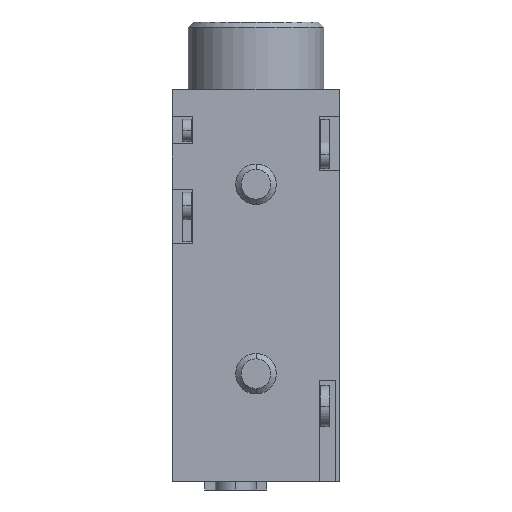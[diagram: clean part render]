
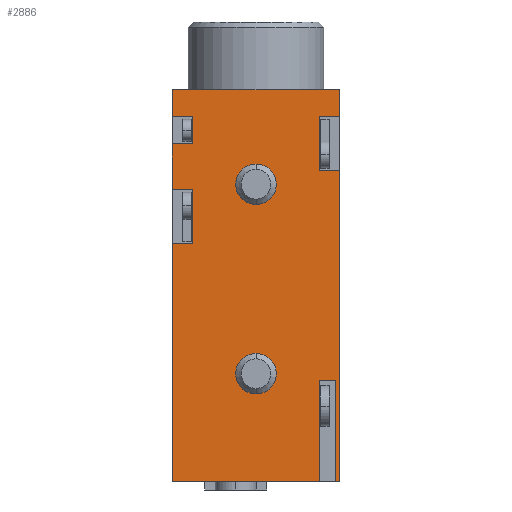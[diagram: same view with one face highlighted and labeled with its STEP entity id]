
A CAD part, front view. The second image highlights one B-rep face of the part: STEP entity #2886.
In plain terms, the highlighted planar face has unit normal (0, -1, 0).
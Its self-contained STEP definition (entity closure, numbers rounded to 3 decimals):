
#109=PLANE('',#3052);
#146=LINE('',#3733,#375);
#172=LINE('',#3794,#401);
#176=LINE('',#3802,#405);
#179=LINE('',#3807,#408);
#296=LINE('',#4195,#525);
#299=LINE('',#4201,#528);
#300=LINE('',#4203,#529);
#305=LINE('',#4214,#534);
#308=LINE('',#4220,#537);
#310=LINE('',#4224,#539);
#312=LINE('',#4228,#541);
#315=LINE('',#4234,#544);
#317=LINE('',#4238,#546);
#323=LINE('',#4251,#552);
#326=LINE('',#4257,#555);
#328=LINE('',#4261,#557);
#331=LINE('',#4267,#560);
#332=LINE('',#4268,#561);
#333=LINE('',#4269,#562);
#335=LINE('',#4273,#564);
#336=LINE('',#4274,#565);
#337=LINE('',#4276,#566);
#338=LINE('',#4277,#567);
#375=VECTOR('',#3156,1000.);
#401=VECTOR('',#3212,1000.);
#405=VECTOR('',#3216,1000.);
#408=VECTOR('',#3219,1000.);
#525=VECTOR('',#3520,1000.);
#528=VECTOR('',#3525,1000.);
#529=VECTOR('',#3528,1000.);
#534=VECTOR('',#3537,1000.);
#537=VECTOR('',#3542,1000.);
#539=VECTOR('',#3546,1000.);
#541=VECTOR('',#3550,1000.);
#544=VECTOR('',#3555,1000.);
#546=VECTOR('',#3559,1000.);
#552=VECTOR('',#3569,1000.);
#555=VECTOR('',#3574,1000.);
#557=VECTOR('',#3578,1000.);
#560=VECTOR('',#3583,1000.);
#561=VECTOR('',#3584,1000.);
#562=VECTOR('',#3585,1000.);
#564=VECTOR('',#3589,1000.);
#565=VECTOR('',#3590,1000.);
#566=VECTOR('',#3593,1000.);
#567=VECTOR('',#3594,1000.);
#1068=ORIENTED_EDGE('',*,*,#1406,.F.);
#1069=ORIENTED_EDGE('',*,*,#1410,.F.);
#1070=ORIENTED_EDGE('',*,*,#1240,.F.);
#1071=ORIENTED_EDGE('',*,*,#1446,.F.);
#1072=ORIENTED_EDGE('',*,*,#1420,.F.);
#1073=ORIENTED_EDGE('',*,*,#1418,.F.);
#1074=ORIENTED_EDGE('',*,*,#1415,.F.);
#1075=ORIENTED_EDGE('',*,*,#1445,.F.);
#1076=ORIENTED_EDGE('',*,*,#1447,.T.);
#1077=ORIENTED_EDGE('',*,*,#1448,.T.);
#1078=ORIENTED_EDGE('',*,*,#1443,.T.);
#1079=ORIENTED_EDGE('',*,*,#1427,.F.);
#1080=ORIENTED_EDGE('',*,*,#1425,.F.);
#1081=ORIENTED_EDGE('',*,*,#1422,.F.);
#1082=ORIENTED_EDGE('',*,*,#1442,.T.);
#1083=ORIENTED_EDGE('',*,*,#1438,.F.);
#1084=ORIENTED_EDGE('',*,*,#1436,.F.);
#1085=ORIENTED_EDGE('',*,*,#1433,.F.);
#1086=ORIENTED_EDGE('',*,*,#1441,.T.);
#1087=ORIENTED_EDGE('',*,*,#1236,.F.);
#1088=ORIENTED_EDGE('',*,*,#1206,.F.);
#1089=ORIENTED_EDGE('',*,*,#1243,.F.);
#1090=ORIENTED_EDGE('',*,*,#1409,.F.);
#1091=ORIENTED_EDGE('',*,*,#1391,.F.);
#1092=ORIENTED_EDGE('',*,*,#1449,.F.);
#1093=ORIENTED_EDGE('',*,*,#1387,.F.);
#1094=ORIENTED_EDGE('',*,*,#1450,.F.);
#1206=EDGE_CURVE('',#1493,#1494,#146,.T.);
#1236=EDGE_CURVE('',#1494,#1513,#172,.T.);
#1240=EDGE_CURVE('',#1516,#1517,#176,.T.);
#1243=EDGE_CURVE('',#1518,#1493,#179,.T.);
#1387=EDGE_CURVE('',#1616,#1615,#1696,.T.);
#1391=EDGE_CURVE('',#1618,#1617,#1698,.T.);
#1406=EDGE_CURVE('',#1630,#1631,#296,.T.);
#1409=EDGE_CURVE('',#1631,#1518,#299,.T.);
#1410=EDGE_CURVE('',#1517,#1630,#300,.T.);
#1415=EDGE_CURVE('',#1636,#1637,#305,.T.);
#1418=EDGE_CURVE('',#1637,#1638,#308,.T.);
#1420=EDGE_CURVE('',#1638,#1639,#310,.T.);
#1422=EDGE_CURVE('',#1640,#1641,#312,.T.);
#1425=EDGE_CURVE('',#1641,#1642,#315,.T.);
#1427=EDGE_CURVE('',#1642,#1643,#317,.T.);
#1433=EDGE_CURVE('',#1648,#1649,#323,.T.);
#1436=EDGE_CURVE('',#1649,#1650,#326,.T.);
#1438=EDGE_CURVE('',#1650,#1651,#328,.T.);
#1441=EDGE_CURVE('',#1648,#1513,#331,.T.);
#1442=EDGE_CURVE('',#1640,#1651,#332,.T.);
#1443=EDGE_CURVE('',#1652,#1643,#333,.T.);
#1445=EDGE_CURVE('',#1653,#1636,#335,.T.);
#1446=EDGE_CURVE('',#1639,#1516,#336,.T.);
#1447=EDGE_CURVE('',#1653,#1629,#337,.T.);
#1448=EDGE_CURVE('',#1629,#1652,#338,.T.);
#1449=EDGE_CURVE('',#1617,#1618,#1707,.T.);
#1450=EDGE_CURVE('',#1615,#1616,#1708,.T.);
#1493=VERTEX_POINT('',#3734);
#1494=VERTEX_POINT('',#3735);
#1513=VERTEX_POINT('',#3795);
#1516=VERTEX_POINT('',#3801);
#1517=VERTEX_POINT('',#3803);
#1518=VERTEX_POINT('',#3806);
#1615=VERTEX_POINT('',#4152);
#1616=VERTEX_POINT('',#4154);
#1617=VERTEX_POINT('',#4160);
#1618=VERTEX_POINT('',#4162);
#1629=VERTEX_POINT('',#4189);
#1630=VERTEX_POINT('',#4196);
#1631=VERTEX_POINT('',#4197);
#1636=VERTEX_POINT('',#4215);
#1637=VERTEX_POINT('',#4216);
#1638=VERTEX_POINT('',#4221);
#1639=VERTEX_POINT('',#4225);
#1640=VERTEX_POINT('',#4229);
#1641=VERTEX_POINT('',#4230);
#1642=VERTEX_POINT('',#4235);
#1643=VERTEX_POINT('',#4239);
#1648=VERTEX_POINT('',#4252);
#1649=VERTEX_POINT('',#4253);
#1650=VERTEX_POINT('',#4258);
#1651=VERTEX_POINT('',#4262);
#1652=VERTEX_POINT('',#4266);
#1653=VERTEX_POINT('',#4272);
#1696=CIRCLE('',#3018,0.75);
#1698=CIRCLE('',#3022,0.75);
#1707=CIRCLE('',#3053,0.75);
#1708=CIRCLE('',#3054,0.75);
#1826=EDGE_LOOP('',(#1068,#1069,#1070,#1071,#1072,#1073,#1074,#1075,#1076,
#1077,#1078,#1079,#1080,#1081,#1082,#1083,#1084,#1085,#1086,#1087,#1088,
#1089,#1090));
#1827=EDGE_LOOP('',(#1091,#1092));
#1828=EDGE_LOOP('',(#1093,#1094));
#1953=FACE_BOUND('',#1826,.T.);
#1954=FACE_BOUND('',#1827,.T.);
#1955=FACE_BOUND('',#1828,.T.);
#2886=ADVANCED_FACE('',(#1953,#1954,#1955),#109,.F.);
#3018=AXIS2_PLACEMENT_3D('',#4155,#3474,#3475);
#3022=AXIS2_PLACEMENT_3D('',#4163,#3484,#3485);
#3052=AXIS2_PLACEMENT_3D('',#4275,#3591,#3592);
#3053=AXIS2_PLACEMENT_3D('',#4278,#3595,#3596);
#3054=AXIS2_PLACEMENT_3D('',#4279,#3597,#3598);
#3156=DIRECTION('',(-1.,0.,0.));
#3212=DIRECTION('',(-1.,0.,0.));
#3216=DIRECTION('',(-1.,0.,0.));
#3219=DIRECTION('',(-1.,0.,0.));
#3474=DIRECTION('',(0.,-1.,0.));
#3475=DIRECTION('',(0.,0.,1.));
#3484=DIRECTION('',(0.,-1.,0.));
#3485=DIRECTION('',(0.,0.,1.));
#3520=DIRECTION('',(-1.,0.,0.));
#3525=DIRECTION('',(0.,0.,-1.));
#3528=DIRECTION('',(0.,0.,1.));
#3537=DIRECTION('',(-1.,0.,0.));
#3542=DIRECTION('',(0.,0.,-1.));
#3546=DIRECTION('',(1.,0.,0.));
#3550=DIRECTION('',(1.,0.,0.));
#3555=DIRECTION('',(0.,0.,1.));
#3559=DIRECTION('',(-1.,0.,0.));
#3569=DIRECTION('',(1.,0.,0.));
#3574=DIRECTION('',(0.,0.,1.));
#3578=DIRECTION('',(-1.,0.,0.));
#3583=DIRECTION('',(0.,0.,-1.));
#3584=DIRECTION('',(0.,0.,-1.));
#3585=DIRECTION('',(0.,0.,-1.));
#3589=DIRECTION('',(0.,0.,-1.));
#3590=DIRECTION('',(0.,0.,-1.));
#3591=DIRECTION('',(0.,1.,0.));
#3592=DIRECTION('',(0.,0.,1.));
#3593=DIRECTION('',(-1.,0.,0.));
#3594=DIRECTION('',(-1.,0.,0.));
#3595=DIRECTION('',(0.,-1.,0.));
#3596=DIRECTION('',(0.,0.,1.));
#3597=DIRECTION('',(0.,-1.,0.));
#3598=DIRECTION('',(0.,0.,1.));
#3733=CARTESIAN_POINT('',(3.1,-2.5,-8.5));
#3734=CARTESIAN_POINT('',(0.,-2.5,-8.5));
#3735=CARTESIAN_POINT('',(-1.5,-2.5,-8.5));
#3794=CARTESIAN_POINT('',(3.1,-2.5,-8.5));
#3795=CARTESIAN_POINT('',(-3.1,-2.5,-8.5));
#3801=CARTESIAN_POINT('',(3.1,-2.5,-8.5));
#3802=CARTESIAN_POINT('',(3.1,-2.5,-8.5));
#3803=CARTESIAN_POINT('',(2.95,-2.5,-8.5));
#3806=CARTESIAN_POINT('',(2.35,-2.5,-8.5));
#3807=CARTESIAN_POINT('',(3.1,-2.5,-8.5));
#4152=CARTESIAN_POINT('',(0.,-2.5,-5.25));
#4154=CARTESIAN_POINT('',(0.,-2.5,-3.75));
#4155=CARTESIAN_POINT('',(0.,-2.5,-4.5));
#4160=CARTESIAN_POINT('',(0.,-2.5,1.75));
#4162=CARTESIAN_POINT('',(0.,-2.5,3.25));
#4163=CARTESIAN_POINT('',(0.,-2.5,2.5));
#4189=CARTESIAN_POINT('',(0.,-2.5,6.));
#4195=CARTESIAN_POINT('',(2.95,-2.5,-4.75));
#4196=CARTESIAN_POINT('',(2.95,-2.5,-4.75));
#4197=CARTESIAN_POINT('',(2.35,-2.5,-4.75));
#4201=CARTESIAN_POINT('',(2.35,-2.5,-4.75));
#4203=CARTESIAN_POINT('',(2.95,-2.5,-4.75));
#4214=CARTESIAN_POINT('',(3.1,-2.5,5.));
#4215=CARTESIAN_POINT('',(3.1,-2.5,5.));
#4216=CARTESIAN_POINT('',(2.35,-2.5,5.));
#4220=CARTESIAN_POINT('',(2.35,-2.5,5.));
#4221=CARTESIAN_POINT('',(2.35,-2.5,3.));
#4224=CARTESIAN_POINT('',(3.1,-2.5,3.));
#4225=CARTESIAN_POINT('',(3.1,-2.5,3.));
#4228=CARTESIAN_POINT('',(-3.1,-2.5,4.));
#4229=CARTESIAN_POINT('',(-3.1,-2.5,4.));
#4230=CARTESIAN_POINT('',(-2.35,-2.5,4.));
#4234=CARTESIAN_POINT('',(-2.35,-2.5,4.));
#4235=CARTESIAN_POINT('',(-2.35,-2.5,5.));
#4238=CARTESIAN_POINT('',(-3.1,-2.5,5.));
#4239=CARTESIAN_POINT('',(-3.1,-2.5,5.));
#4251=CARTESIAN_POINT('',(-3.1,-2.5,0.3));
#4252=CARTESIAN_POINT('',(-3.1,-2.5,0.3));
#4253=CARTESIAN_POINT('',(-2.35,-2.5,0.3));
#4257=CARTESIAN_POINT('',(-2.35,-2.5,0.3));
#4258=CARTESIAN_POINT('',(-2.35,-2.5,2.3));
#4261=CARTESIAN_POINT('',(-3.1,-2.5,2.3));
#4262=CARTESIAN_POINT('',(-3.1,-2.5,2.3));
#4266=CARTESIAN_POINT('',(-3.1,-2.5,6.));
#4267=CARTESIAN_POINT('',(-3.1,-2.5,-8.5));
#4268=CARTESIAN_POINT('',(-3.1,-2.5,-8.5));
#4269=CARTESIAN_POINT('',(-3.1,-2.5,-8.5));
#4272=CARTESIAN_POINT('',(3.1,-2.5,6.));
#4273=CARTESIAN_POINT('',(3.1,-2.5,-8.5));
#4274=CARTESIAN_POINT('',(3.1,-2.5,-8.5));
#4275=CARTESIAN_POINT('',(3.1,-2.5,-8.5));
#4276=CARTESIAN_POINT('',(3.1,-2.5,6.));
#4277=CARTESIAN_POINT('',(3.1,-2.5,6.));
#4278=CARTESIAN_POINT('',(0.,-2.5,2.5));
#4279=CARTESIAN_POINT('',(0.,-2.5,-4.5));
